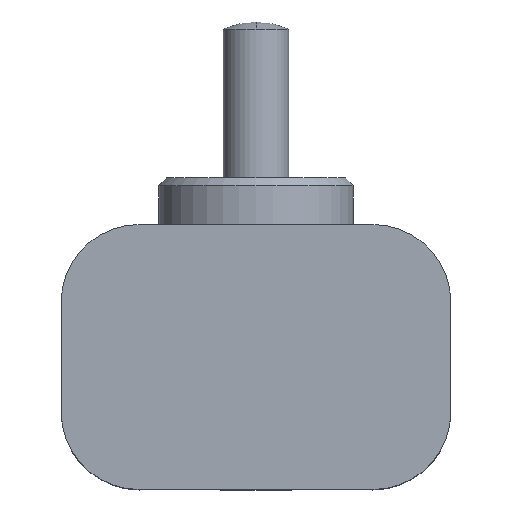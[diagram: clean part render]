
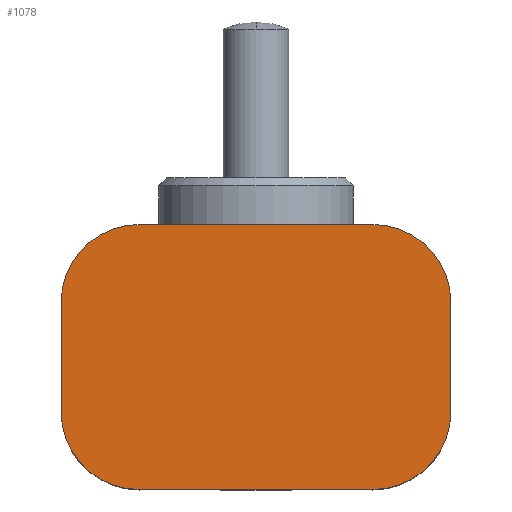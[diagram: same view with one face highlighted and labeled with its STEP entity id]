
A CAD part, top view. The second image highlights one B-rep face of the part: STEP entity #1078.
In plain terms, the highlighted planar face has unit normal (0, 0, 1).
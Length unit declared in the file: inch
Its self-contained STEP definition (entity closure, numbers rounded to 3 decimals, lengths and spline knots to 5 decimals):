
#17=DIRECTION('',(1.,0.,0.));
#18=VECTOR('',#17,0.3);
#19=CARTESIAN_POINT('',(-0.15,0.,0.135));
#20=LINE('',#19,#18);
#163=DIRECTION('',(1.,0.,0.));
#164=VECTOR('',#163,0.3);
#165=CARTESIAN_POINT('',(-0.15,0.34,0.135));
#166=LINE('',#165,#164);
#347=DIRECTION('',(0.,1.,0.));
#348=VECTOR('',#347,0.14);
#349=CARTESIAN_POINT('',(0.25,0.1,0.135));
#350=LINE('',#349,#348);
#355=CARTESIAN_POINT('',(0.15,0.24,0.135));
#356=DIRECTION('',(0.,0.,-1.));
#357=DIRECTION('',(0.,1.,0.));
#358=AXIS2_PLACEMENT_3D('',#355,#356,#357);
#360=CARTESIAN_POINT('',(0.15,0.1,0.135));
#361=DIRECTION('',(0.,0.,-1.));
#362=DIRECTION('',(1.,0.,0.));
#363=AXIS2_PLACEMENT_3D('',#360,#361,#362);
#365=CARTESIAN_POINT('',(-0.15,0.1,0.135));
#366=DIRECTION('',(0.,0.,-1.));
#367=DIRECTION('',(0.,-1.,0.));
#368=AXIS2_PLACEMENT_3D('',#365,#366,#367);
#370=DIRECTION('',(0.,1.,0.));
#371=VECTOR('',#370,0.14);
#372=CARTESIAN_POINT('',(-0.25,0.1,0.135));
#373=LINE('',#372,#371);
#374=CARTESIAN_POINT('',(-0.15,0.24,0.135));
#375=DIRECTION('',(0.,0.,-1.));
#376=DIRECTION('',(-1.,0.,0.));
#377=AXIS2_PLACEMENT_3D('',#374,#375,#376);
#491=CARTESIAN_POINT('',(0.15,0.34,0.135));
#493=VERTEX_POINT('',#491);
#495=CARTESIAN_POINT('',(-0.15,0.34,0.135));
#497=VERTEX_POINT('',#495);
#499=CARTESIAN_POINT('',(-0.25,0.24,0.135));
#501=VERTEX_POINT('',#499);
#503=CARTESIAN_POINT('',(0.25,0.24,0.135));
#504=VERTEX_POINT('',#503);
#505=CARTESIAN_POINT('',(-0.15,0.,0.135));
#506=CARTESIAN_POINT('',(-0.25,0.1,0.135));
#507=VERTEX_POINT('',#505);
#508=VERTEX_POINT('',#506);
#509=CARTESIAN_POINT('',(0.25,0.1,0.135));
#510=CARTESIAN_POINT('',(0.15,0.,0.135));
#511=VERTEX_POINT('',#509);
#512=VERTEX_POINT('',#510);
#1059=CARTESIAN_POINT('',(-0.25,0.,0.135));
#1060=DIRECTION('',(0.,0.,1.));
#1061=DIRECTION('',(1.,0.,0.));
#1062=AXIS2_PLACEMENT_3D('',#1059,#1060,#1061);
#1063=PLANE('',#1062);
#1065=ORIENTED_EDGE('',*,*,#1064,.T.);
#1066=ORIENTED_EDGE('',*,*,#1051,.F.);
#1067=ORIENTED_EDGE('',*,*,#1040,.T.);
#1068=ORIENTED_EDGE('',*,*,#654,.F.);
#1070=ORIENTED_EDGE('',*,*,#1069,.T.);
#1072=ORIENTED_EDGE('',*,*,#1071,.T.);
#1074=ORIENTED_EDGE('',*,*,#1073,.T.);
#1075=ORIENTED_EDGE('',*,*,#774,.T.);
#1076=EDGE_LOOP('',(#1065,#1066,#1067,#1068,#1070,#1072,#1074,#1075));
#1077=FACE_OUTER_BOUND('',#1076,.F.);
#1078=ADVANCED_FACE('',(#1077),#1063,.T.);
#359=CIRCLE('',#358,0.1);
#364=CIRCLE('',#363,0.1);
#369=CIRCLE('',#368,0.1);
#378=CIRCLE('',#377,0.1);
#654=EDGE_CURVE('',#507,#512,#20,.T.);
#774=EDGE_CURVE('',#497,#493,#166,.T.);
#1040=EDGE_CURVE('',#511,#512,#364,.T.);
#1051=EDGE_CURVE('',#511,#504,#350,.T.);
#1064=EDGE_CURVE('',#493,#504,#359,.T.);
#1069=EDGE_CURVE('',#507,#508,#369,.T.);
#1071=EDGE_CURVE('',#508,#501,#373,.T.);
#1073=EDGE_CURVE('',#501,#497,#378,.T.);
